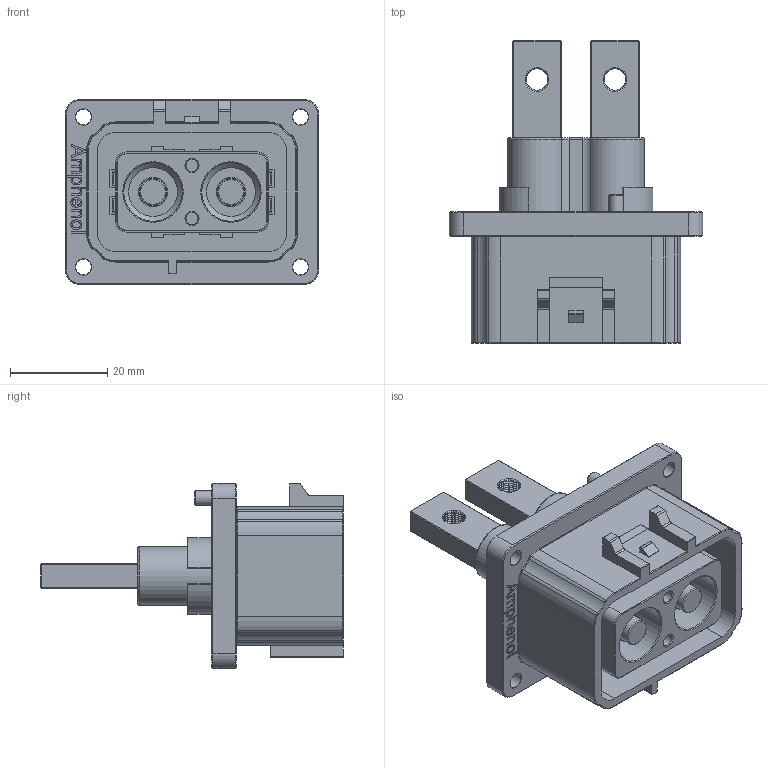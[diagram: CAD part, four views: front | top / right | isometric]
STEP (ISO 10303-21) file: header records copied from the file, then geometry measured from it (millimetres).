
FILE_DESCRIPTION(/* description */ ('Unknown'),/* implementation_level */ '2;1');
FILE_NAME(/* name */ 'ELRA2A0301',/* time_stamp */ '2025-01-21T07:40:47+02:00',/* author */ ('Unknown'),/* organization */ ('Unknown'),/* preprocessor_version */ 'ST-DEVELOPER v19.4',/* originating_system */ 'Solid Edge',/* authorisation */ 'Unknown');
FILE_SCHEMA (('AUTOMOTIVE_DESIGN {1 0 10303 214 3 1 1}'));
Length unit declared in the file: millimetre
Products named in the file (1): ELRA2A0301
Bounding box: 52 x 62.2 x 38 mm (x, y, z)
Volume: 28228.1 mm3; surface area: 18429.8 mm2
Topology: 1 solids, 1 shells, 503 faces, 1250 edges, 783 vertices
Faces by surface type: plane 272, cylinder 129, torus 58, cone 23, bspline 21
Full cylindrical faces by diameter (mm): 2.5 x2, 3 x1, 3.2 x4, 4.459 x18, 5.5 x2, 6 x2, 12 x2
Entity records: 23370 total; most frequent: CARTESIAN_POINT 8625, DIRECTION 2364, ORIENTED_EDGE 2282, EDGE_CURVE 1141, AXIS2_PLACEMENT_3D 808, LINE 748, VECTOR 748, VERTEX_POINT 733
